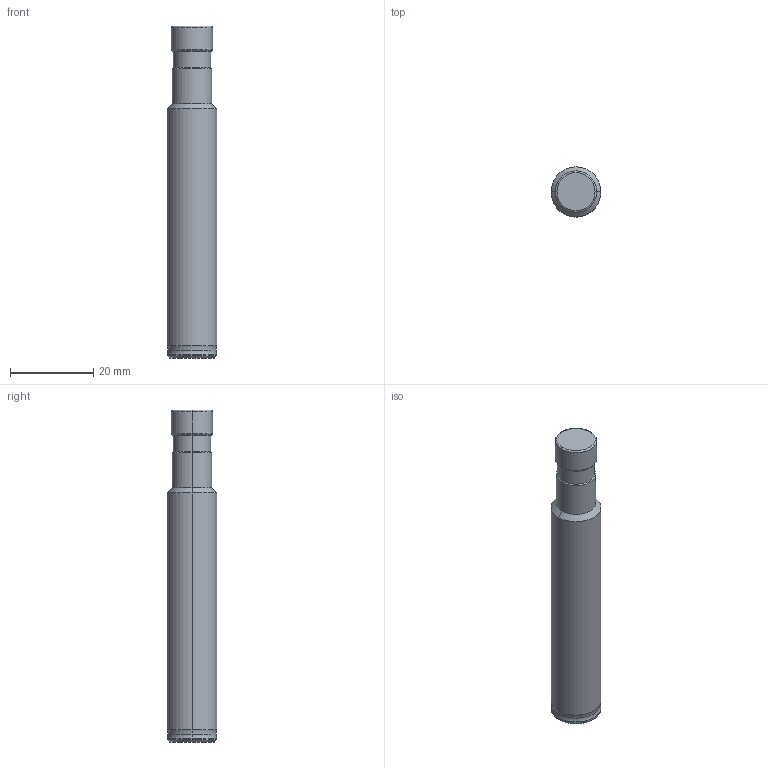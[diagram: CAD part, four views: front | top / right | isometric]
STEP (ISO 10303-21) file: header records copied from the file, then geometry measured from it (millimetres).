
FILE_DESCRIPTION (( 'STEP AP214' ), '1' );
FILE_NAME ('99802-BC12-10A06.STEP', '2017-01-05T12:17:46', ( 'User' ), ( 'GENUINE' ), 'SwSTEP 2.0', 'SolidWorks 2012', '' );
FILE_SCHEMA (( 'AUTOMOTIVE_DESIGN' ));
Length unit declared in the file: millimetre
Products named in the file (1): 99802-BC12-10A06
Bounding box: 12 x 12 x 80 mm (x, y, z)
Volume: 8230.1 mm3; surface area: 3071 mm2
Topology: 1 solids, 1 shells, 28 faces, 54 edges, 28 vertices
Faces by surface type: cylinder 10, torus 8, cone 8, plane 2
Entity records: 813 total; most frequent: DIRECTION 148, CARTESIAN_POINT 111, ORIENTED_EDGE 108, AXIS2_PLACEMENT_3D 65, EDGE_CURVE 54, CIRCLE 36, ADVANCED_FACE 28, EDGE_LOOP 28
